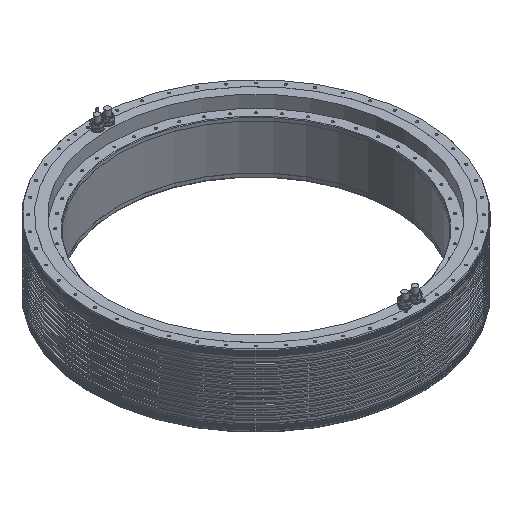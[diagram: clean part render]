
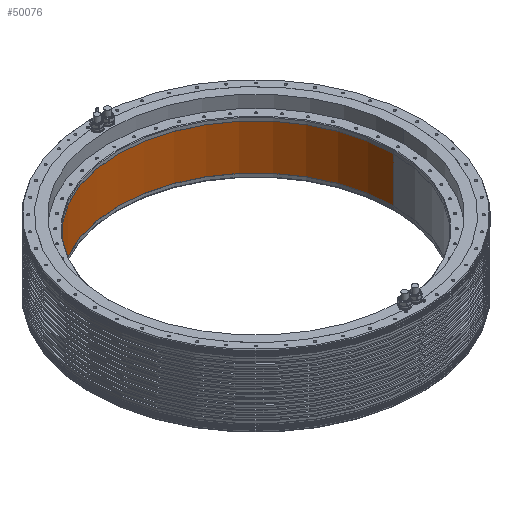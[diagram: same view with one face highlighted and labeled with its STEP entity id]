
A CAD part, isometric view. The second image highlights one B-rep face of the part: STEP entity #50076.
In plain terms, the highlighted cylindrical face has radius 535.4 mm (diameter 1070.8 mm), a partial arc.
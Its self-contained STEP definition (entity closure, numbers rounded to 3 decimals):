
#45551=CARTESIAN_POINT('',(0.,0.,-62.9));
#45552=DIRECTION('',(0.,0.,1.));
#45553=DIRECTION('',(1.,0.,0.));
#45554=AXIS2_PLACEMENT_3D('',#45551,#45552,#45553);
#45570=DIRECTION('',(0.,0.,-1.));
#45571=VECTOR('',#45570,175.2);
#45572=CARTESIAN_POINT('',(-535.4,0.,-62.9));
#45573=LINE('',#45572,#45571);
#45574=DIRECTION('',(0.,0.,-1.));
#45575=VECTOR('',#45574,175.2);
#45576=CARTESIAN_POINT('',(535.4,0.,-62.9));
#45577=LINE('',#45576,#45575);
#45578=CARTESIAN_POINT('',(0.,0.,-238.1));
#45579=DIRECTION('',(0.,0.,-1.));
#45580=DIRECTION('',(-1.,0.,0.));
#45581=AXIS2_PLACEMENT_3D('',#45578,#45579,#45580);
#48610=CARTESIAN_POINT('',(-535.4,0.,-62.9));
#48611=VERTEX_POINT('',#48610);
#48612=CARTESIAN_POINT('',(535.4,0.,-62.9));
#48613=VERTEX_POINT('',#48612);
#48614=CARTESIAN_POINT('',(-535.4,0.,-238.1));
#48615=VERTEX_POINT('',#48614);
#48616=CARTESIAN_POINT('',(535.4,0.,-238.1));
#48617=VERTEX_POINT('',#48616);
#50064=CARTESIAN_POINT('',(0.,0.,-263.8));
#50065=DIRECTION('',(0.,0.,1.));
#50066=DIRECTION('',(1.,0.,0.));
#50067=AXIS2_PLACEMENT_3D('',#50064,#50065,#50066);
#50068=CYLINDRICAL_SURFACE('',#50067,535.4);
#50069=ORIENTED_EDGE('',*,*,#50047,.F.);
#50070=ORIENTED_EDGE('',*,*,#50010,.F.);
#50071=ORIENTED_EDGE('',*,*,#50051,.T.);
#50073=ORIENTED_EDGE('',*,*,#50072,.F.);
#50074=EDGE_LOOP('',(#50069,#50070,#50071,#50073));
#50075=FACE_OUTER_BOUND('',#50074,.F.);
#50076=ADVANCED_FACE('',(#50075),#50068,.F.);
#45555=CIRCLE('',#45554,535.4);
#45582=CIRCLE('',#45581,535.4);
#50010=EDGE_CURVE('',#48613,#48611,#45555,.T.);
#50047=EDGE_CURVE('',#48611,#48615,#45573,.T.);
#50051=EDGE_CURVE('',#48613,#48617,#45577,.T.);
#50072=EDGE_CURVE('',#48615,#48617,#45582,.T.);
